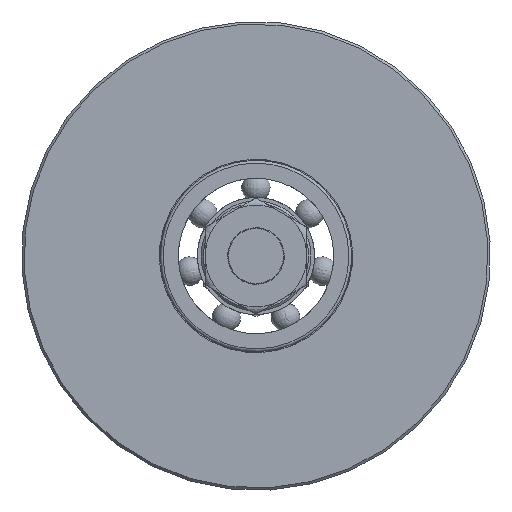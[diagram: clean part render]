
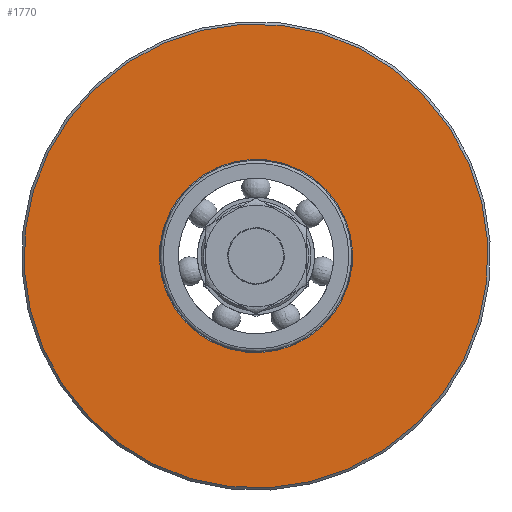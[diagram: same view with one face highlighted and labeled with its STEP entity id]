
A CAD part, front view. The second image highlights one B-rep face of the part: STEP entity #1770.
In plain terms, the highlighted planar face has unit normal (0, -1, 0).
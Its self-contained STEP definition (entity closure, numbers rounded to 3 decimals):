
#143=FACE_BOUND('',#421,.T.);
#170=PLANE('',#2042);
#282=FACE_OUTER_BOUND('',#420,.T.);
#420=EDGE_LOOP('',(#1527));
#421=EDGE_LOOP('',(#1528));
#707=CIRCLE('',#2039,48.5);
#709=CIRCLE('',#2043,20.2);
#873=VERTEX_POINT('',#3104);
#875=VERTEX_POINT('',#3112);
#1098=EDGE_CURVE('',#873,#873,#707,.T.);
#1101=EDGE_CURVE('',#875,#875,#709,.T.);
#1527=ORIENTED_EDGE('',*,*,#1098,.F.);
#1528=ORIENTED_EDGE('',*,*,#1101,.T.);
#1770=ADVANCED_FACE('',(#282,#143),#170,.F.);
#2039=AXIS2_PLACEMENT_3D('',#3106,#2548,#2549);
#2042=AXIS2_PLACEMENT_3D('',#3111,#2555,#2556);
#2043=AXIS2_PLACEMENT_3D('',#3113,#2557,#2558);
#2548=DIRECTION('center_axis',(0.,1.,0.));
#2549=DIRECTION('ref_axis',(0.833,0.,0.553));
#2555=DIRECTION('center_axis',(0.,1.,0.));
#2556=DIRECTION('ref_axis',(0.833,0.,0.553));
#2557=DIRECTION('center_axis',(0.,1.,0.));
#2558=DIRECTION('ref_axis',(0.553,0.,-0.833));
#3104=CARTESIAN_POINT('',(-40.419,-8.,-26.805));
#3106=CARTESIAN_POINT('Origin',(0.,-8.,0.));
#3111=CARTESIAN_POINT('Origin',(0.,-8.,0.));
#3112=CARTESIAN_POINT('',(-11.164,-8.,16.834));
#3113=CARTESIAN_POINT('Origin',(0.,-8.,0.));
